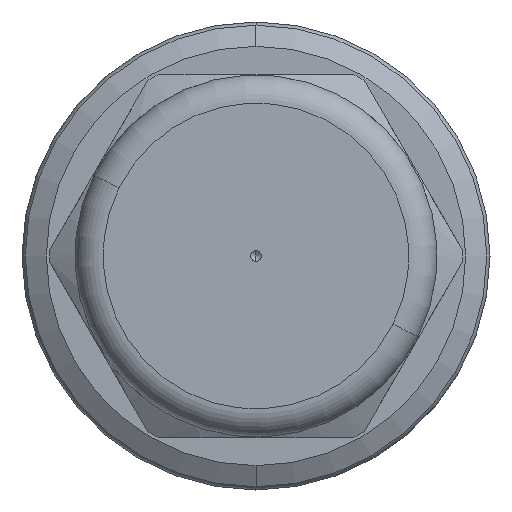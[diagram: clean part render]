
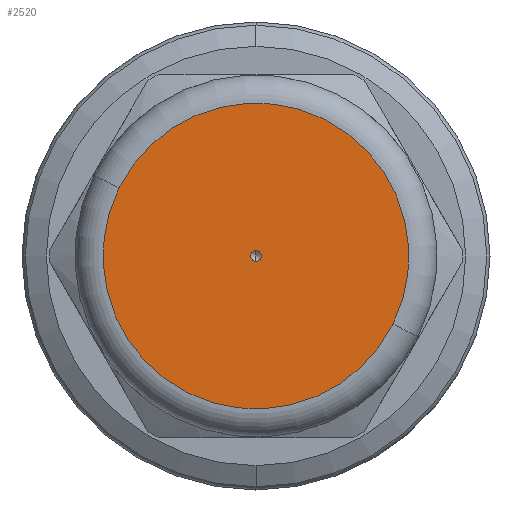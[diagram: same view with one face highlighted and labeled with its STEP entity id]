
A CAD part, left-side view. The second image highlights one B-rep face of the part: STEP entity #2520.
In plain terms, the highlighted planar face has unit normal (-1, 0, 0).
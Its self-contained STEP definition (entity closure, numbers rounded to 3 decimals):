
#94 = DIRECTION ( 'NONE',  ( 1., 0., 0. ) ) ;
#460 = DIRECTION ( 'NONE',  ( 0., -0.895, -0.446 ) ) ;
#553 = AXIS2_PLACEMENT_3D ( 'NONE', #8579, #5220, #5125 ) ;
#670 = EDGE_CURVE ( 'NONE', #7524, #6083, #4158, .T. ) ;
#1469 = ORIENTED_EDGE ( 'NONE', *, *, #2645, .F. ) ;
#1636 = EDGE_LOOP ( 'NONE', ( #7316, #11912 ) ) ;
#1680 = DIRECTION ( 'NONE',  ( 0., -0.895, -0.446 ) ) ;
#1939 = AXIS2_PLACEMENT_3D ( 'NONE', #2766, #14086, #1680 ) ;
#2037 = CIRCLE ( 'NONE', #1939, 0.6 ) ;
#2181 = EDGE_CURVE ( 'NONE', #9330, #6659, #11528, .T. ) ;
#2520 = ADVANCED_FACE ( 'NONE', ( #11335, #6125 ), #6289, .T. ) ;
#2645 = EDGE_CURVE ( 'NONE', #6083, #7524, #12225, .T. ) ;
#2766 = CARTESIAN_POINT ( 'NONE',  ( -44.4, 0., 0. ) ) ;
#3472 = CARTESIAN_POINT ( 'NONE',  ( -44.4, -0.537, -0.268 ) ) ;
#3874 = AXIS2_PLACEMENT_3D ( 'NONE', #6728, #94, #4836 ) ;
#4158 = CIRCLE ( 'NONE', #3874, 17.35 ) ;
#4323 = CARTESIAN_POINT ( 'NONE',  ( -44.4, 0., 0. ) ) ;
#4662 = AXIS2_PLACEMENT_3D ( 'NONE', #4323, #11261, #13539 ) ;
#4836 = DIRECTION ( 'NONE',  ( 0., -0.895, -0.446 ) ) ;
#5125 = DIRECTION ( 'NONE',  ( 0., 0.895, 0.446 ) ) ;
#5220 = DIRECTION ( 'NONE',  ( -1., 0., 0. ) ) ;
#6083 = VERTEX_POINT ( 'NONE', #12548 ) ;
#6125 = FACE_OUTER_BOUND ( 'NONE', #6629, .T. ) ;
#6289 = PLANE ( 'NONE',  #553 ) ;
#6629 = EDGE_LOOP ( 'NONE', ( #10322, #1469 ) ) ;
#6659 = VERTEX_POINT ( 'NONE', #3472 ) ;
#6728 = CARTESIAN_POINT ( 'NONE',  ( -44.4, 0., 0. ) ) ;
#7316 = ORIENTED_EDGE ( 'NONE', *, *, #10304, .T. ) ;
#7524 = VERTEX_POINT ( 'NONE', #12171 ) ;
#8448 = CARTESIAN_POINT ( 'NONE',  ( -44.4, 0., 0. ) ) ;
#8579 = CARTESIAN_POINT ( 'NONE',  ( -44.4, -0.537, -0.268 ) ) ;
#9330 = VERTEX_POINT ( 'NONE', #14332 ) ;
#10304 = EDGE_CURVE ( 'NONE', #6659, #9330, #2037, .T. ) ;
#10322 = ORIENTED_EDGE ( 'NONE', *, *, #670, .F. ) ;
#10680 = DIRECTION ( 'NONE',  ( 1., 0., 0. ) ) ;
#10721 = AXIS2_PLACEMENT_3D ( 'NONE', #8448, #10680, #460 ) ;
#11261 = DIRECTION ( 'NONE',  ( 1., 0., 0. ) ) ;
#11335 = FACE_BOUND ( 'NONE', #1636, .T. ) ;
#11528 = CIRCLE ( 'NONE', #10721, 0.6 ) ;
#11912 = ORIENTED_EDGE ( 'NONE', *, *, #2181, .T. ) ;
#12171 = CARTESIAN_POINT ( 'NONE',  ( -44.4, -15.53, -7.735 ) ) ;
#12225 = CIRCLE ( 'NONE', #4662, 17.35 ) ;
#12548 = CARTESIAN_POINT ( 'NONE',  ( -44.4, 15.53, 7.735 ) ) ;
#13539 = DIRECTION ( 'NONE',  ( 0., -0.895, -0.446 ) ) ;
#14086 = DIRECTION ( 'NONE',  ( 1., 0., 0. ) ) ;
#14332 = CARTESIAN_POINT ( 'NONE',  ( -44.4, 0.537, 0.268 ) ) ;
